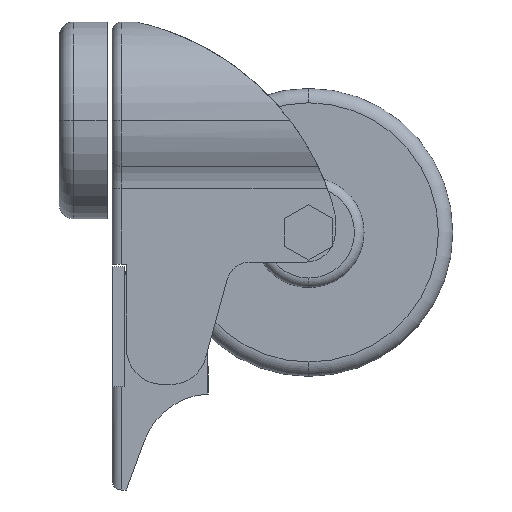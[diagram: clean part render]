
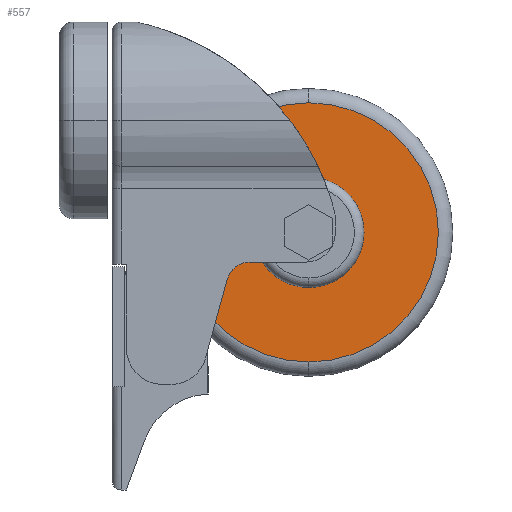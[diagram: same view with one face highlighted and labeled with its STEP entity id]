
A CAD part, left-side view. The second image highlights one B-rep face of the part: STEP entity #557.
In plain terms, the highlighted planar face has unit normal (-1, 0, 0).
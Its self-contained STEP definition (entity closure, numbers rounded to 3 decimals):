
#534 = EDGE_LOOP ( 'NONE', ( #536, #555 ) ) ;
#536 = ORIENTED_EDGE ( 'NONE', *, *, #563, .T. ) ;
#555 = ORIENTED_EDGE ( 'NONE', *, *, #764, .T. ) ;
#557 = ADVANCED_FACE ( 'NONE', ( #2282 ), #2228, .F. ) ;
#563 = EDGE_CURVE ( 'NONE', #678, #718, #2285, .T. ) ;
#678 = VERTEX_POINT ( 'NONE', #2477 ) ;
#718 = VERTEX_POINT ( 'NONE', #2551 ) ;
#764 = EDGE_CURVE ( 'NONE', #718, #678, #2623, .T. ) ;
#2228 = PLANE ( 'NONE',  #2289 ) ;
#2239 = DIRECTION ( 'NONE',  ( 1., 0., 0. ) ) ;
#2240 = CARTESIAN_POINT ( 'NONE',  ( -12., -52., -23.337 ) ) ;
#2270 = DIRECTION ( 'NONE',  ( 0., 0., -1. ) ) ;
#2271 = DIRECTION ( 'NONE',  ( -1., 0., 0. ) ) ;
#2272 = AXIS2_PLACEMENT_3D ( 'NONE', #2273, #2271, #2270 ) ;
#2273 = CARTESIAN_POINT ( 'NONE',  ( -12., -52., -23.337 ) ) ;
#2274 = DIRECTION ( 'NONE',  ( 0., 0., -1. ) ) ;
#2282 = FACE_OUTER_BOUND ( 'NONE', #534, .T. ) ;
#2285 = CIRCLE ( 'NONE', #2272, 27. ) ;
#2289 = AXIS2_PLACEMENT_3D ( 'NONE', #2240, #2239, #2274 ) ;
#2477 = CARTESIAN_POINT ( 'NONE',  ( -12., -52., -50.337 ) ) ;
#2551 = CARTESIAN_POINT ( 'NONE',  ( -12., -52., 3.663 ) ) ;
#2621 = CARTESIAN_POINT ( 'NONE',  ( -12., -52., -23.337 ) ) ;
#2623 = CIRCLE ( 'NONE', #2661, 27. ) ;
#2659 = DIRECTION ( 'NONE',  ( 0., 0., -1. ) ) ;
#2660 = DIRECTION ( 'NONE',  ( -1., 0., 0. ) ) ;
#2661 = AXIS2_PLACEMENT_3D ( 'NONE', #2621, #2660, #2659 ) ;
